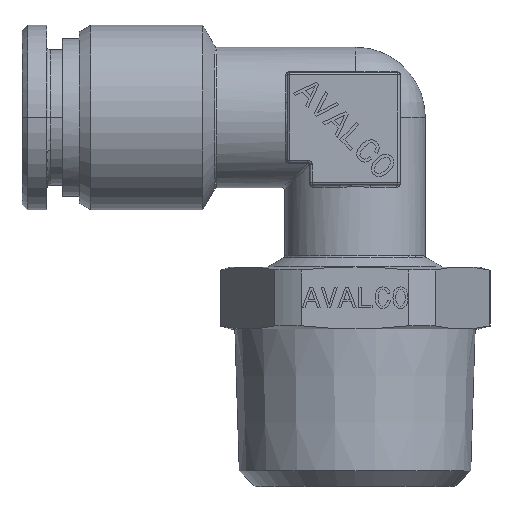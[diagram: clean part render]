
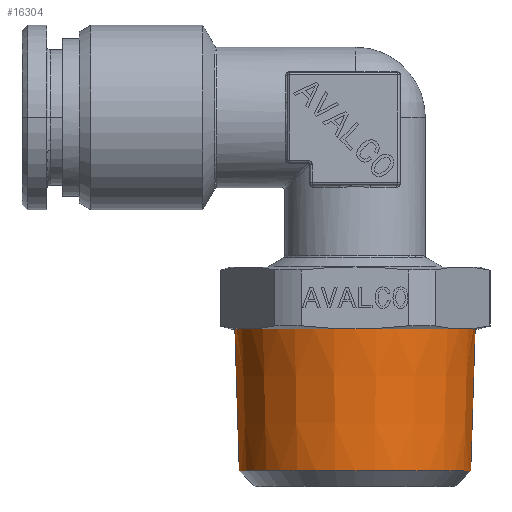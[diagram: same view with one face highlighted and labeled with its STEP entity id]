
A CAD part, top view. The second image highlights one B-rep face of the part: STEP entity #16304.
In plain terms, the highlighted conical face has half-angle 1.78 degrees and reference radius 10.485 mm.
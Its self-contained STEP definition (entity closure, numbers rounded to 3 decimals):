
#15863=CARTESIAN_POINT('Vertex',(10.68,-18.8,0.)) ;
#15865=CARTESIAN_POINT('Vertex',(-10.68,-18.8,0.)) ;
#15868=CARTESIAN_POINT('Axis2P3D Location',(0.,-18.8,0.)) ;
#16266=CARTESIAN_POINT('Vertex',(-10.289,-31.4,0.)) ;
#16268=CARTESIAN_POINT('Vertex',(10.289,-31.4,0.)) ;
#16271=CARTESIAN_POINT('Line Origine',(-15536.174,499564.946,0.)) ;
#16276=CARTESIAN_POINT('Line Origine',(15536.174,499564.946,0.)) ;
#16288=CARTESIAN_POINT('Axis2P3D Location',(0.,-25.1,0.)) ;
#16293=CARTESIAN_POINT('Axis2P3D Location',(0.,-31.4,0.)) ;
#15869=DIRECTION('Axis2P3D Direction',(0.,-1.,0.)) ;
#16272=DIRECTION('Vector Direction',(-0.031,1.,0.)) ;
#16277=DIRECTION('Vector Direction',(0.031,1.,0.)) ;
#16289=DIRECTION('Axis2P3D Direction',(0.,1.,0.)) ;
#16290=DIRECTION('Axis2P3D XDirection',(-1.,0.,0.)) ;
#16294=DIRECTION('Axis2P3D Direction',(-0.,1.,0.)) ;
#15870=AXIS2_PLACEMENT_3D('Circle Axis2P3D',#15868,#15869,$) ;
#16291=AXIS2_PLACEMENT_3D('Cone Axis2P3D',#16288,#16289,#16290) ;
#16295=AXIS2_PLACEMENT_3D('Circle Axis2P3D',#16293,#16294,$) ;
#16299=ORIENTED_EDGE('',*,*,#15872,.T.) ;
#16300=ORIENTED_EDGE('',*,*,#16275,.F.) ;
#16301=ORIENTED_EDGE('',*,*,#16297,.T.) ;
#16302=ORIENTED_EDGE('',*,*,#16280,.T.) ;
#16273=VECTOR('Line Direction',#16272,1.) ;
#16278=VECTOR('Line Direction',#16277,1.) ;
#16304=ADVANCED_FACE('CN505B-10R12',(#16303),#16292,.T.) ;
#15871=CIRCLE('generated circle',#15870,10.68) ;
#16296=CIRCLE('generated circle',#16295,10.289) ;
#16292=CONICAL_SURFACE('Cone',#16291,10.484,0.031) ;
#15872=EDGE_CURVE('',#15864,#15866,#15871,.T.) ;
#16275=EDGE_CURVE('',#16267,#15866,#16274,.T.) ;
#16280=EDGE_CURVE('',#16269,#15864,#16279,.T.) ;
#16297=EDGE_CURVE('',#16267,#16269,#16296,.T.) ;
#16298=EDGE_LOOP('',(#16299,#16300,#16301,#16302)) ;
#16303=FACE_OUTER_BOUND('',#16298,.T.) ;
#16274=LINE('Line',#16271,#16273) ;
#16279=LINE('Line',#16276,#16278) ;
#15864=VERTEX_POINT('',#15863) ;
#15866=VERTEX_POINT('',#15865) ;
#16267=VERTEX_POINT('',#16266) ;
#16269=VERTEX_POINT('',#16268) ;
